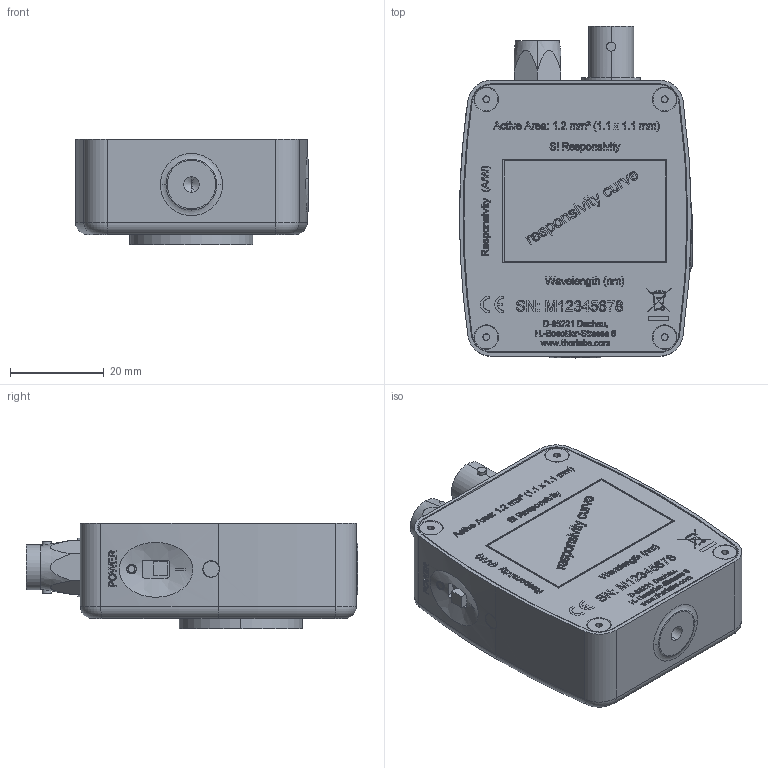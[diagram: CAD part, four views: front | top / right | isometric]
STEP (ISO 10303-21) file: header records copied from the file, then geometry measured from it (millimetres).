
FILE_DESCRIPTION (( 'STEP AP214' ), '1' );
FILE_NAME ('19.04.16_PDF10A2-A.STEP', '2019-04-16T09:25:36', ( '' ), ( '' ), 'SwSTEP 2.0', 'SolidWorks 2018', '' );
FILE_SCHEMA (( 'AUTOMOTIVE_DESIGN' ));
Length unit declared in the file: millimetre
Products named in the file (1): 19.04.16_PDF10A2-A
Bounding box: 49.77 x 70.9 x 22.48 mm (x, y, z)
Surface area: 23947.4 mm2 (no closed solid volume)
Topology: 0 solids, 75 shells, 4361 faces, 11423 edges, 7503 vertices
Faces by surface type: plane 2354, bspline 1464, cylinder 311, cone 167, torus 65
Entity records: 251763 total; most frequent: CARTESIAN_POINT 106010, ORIENTED_EDGE 22782, DIRECTION 14780, EDGE_CURVE 11399, VERTEX_POINT 7503, VECTOR 7356, LINE 7356, EDGE_LOOP 4752
